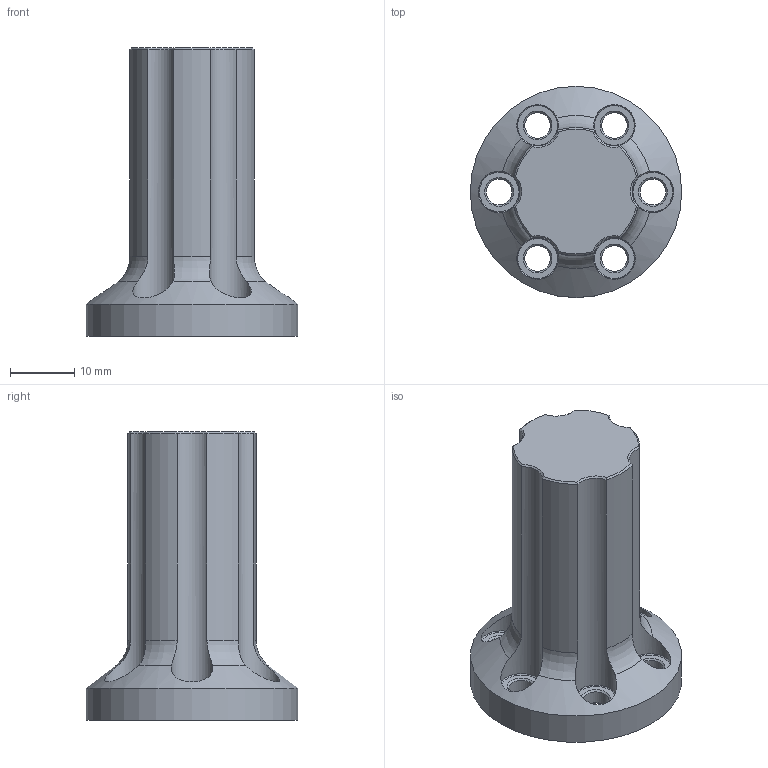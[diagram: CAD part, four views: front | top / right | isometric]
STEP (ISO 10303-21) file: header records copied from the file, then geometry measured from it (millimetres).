
FILE_DESCRIPTION(/* description */ (''),/* implementation_level */ '2;1');
FILE_NAME(/* name */ 'Motor_Shaft v3.step',/* time_stamp */ '2024-11-15T09:14:13+11:00',/* author */ (''),/* organization */ (''),/* preprocessor_version */ 'ST-DEVELOPER v20',/* originating_system */ 'Autodesk Translation Framework v13.20.0.188',/* authorisation */ '');
FILE_SCHEMA (('AUTOMOTIVE_DESIGN { 1 0 10303 214 3 1 1 }'));
Length unit declared in the file: millimetre
Products named in the file (1): Motor_Shaft v3
Bounding box: 33 x 33 x 45 mm (x, y, z)
Volume: 14719.5 mm3; surface area: 5227.6 mm2
Topology: 1 solids, 1 shells, 67 faces, 163 edges, 99 vertices
Faces by surface type: cone 31, cylinder 20, plane 9, torus 7
Full cylindrical faces by diameter (mm): 4 x6, 6.5 x6, 30 x1, 33 x1
Entity records: 2238 total; most frequent: CARTESIAN_POINT 613, DIRECTION 347, ORIENTED_EDGE 326, EDGE_CURVE 163, AXIS2_PLACEMENT_3D 151, VERTEX_POINT 99, CIRCLE 83, EDGE_LOOP 80
